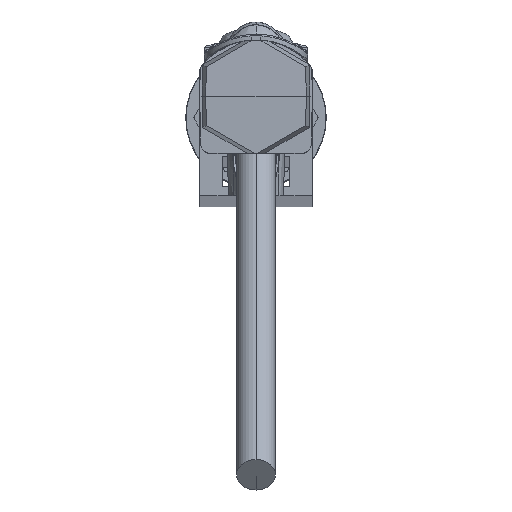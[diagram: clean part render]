
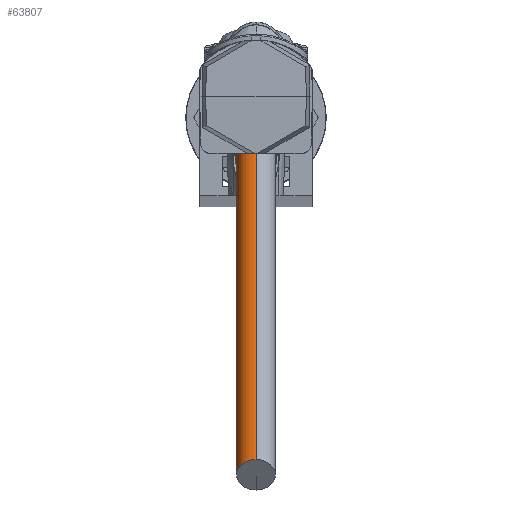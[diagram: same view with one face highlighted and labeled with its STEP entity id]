
A CAD part, top view. The second image highlights one B-rep face of the part: STEP entity #63807.
In plain terms, the highlighted cylindrical face has radius 2.075 mm (diameter 4.15 mm), a partial arc.
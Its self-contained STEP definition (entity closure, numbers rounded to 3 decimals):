
#16217=CARTESIAN_POINT('',(0.,0.17,339.705));
#16218=DIRECTION('',(0.,-0.623,0.783));
#16219=DIRECTION('',(0.,0.783,0.623));
#16220=AXIS2_PLACEMENT_3D('',#16217,#16218,#16219);
#16222=DIRECTION('',(0.,-0.623,0.783));
#16223=VECTOR('',#16222,61.492);
#16224=CARTESIAN_POINT('',(0.,1.793,340.996));
#16225=LINE('',#16224,#16223);
#16231=DIRECTION('',(0.,-0.623,0.783));
#16232=VECTOR('',#16231,61.492);
#16233=CARTESIAN_POINT('',(0.,-1.454,338.413));
#16234=LINE('',#16233,#16232);
#16240=CARTESIAN_POINT('',(0.,-38.11,387.828));
#16241=DIRECTION('',(0.,-0.623,0.783));
#16242=DIRECTION('',(0.,0.783,0.623));
#16243=AXIS2_PLACEMENT_3D('',#16240,#16241,#16242);
#44374=CARTESIAN_POINT('',(0.,-1.454,338.413));
#44375=CARTESIAN_POINT('',(0.,1.793,340.996));
#44376=VERTEX_POINT('',#44374);
#44377=VERTEX_POINT('',#44375);
#44378=CARTESIAN_POINT('',(0.,-39.734,386.537));
#44379=CARTESIAN_POINT('',(0.,-36.486,389.12));
#44380=VERTEX_POINT('',#44378);
#44381=VERTEX_POINT('',#44379);
#63793=CARTESIAN_POINT('',(0.,0.17,339.705));
#63794=DIRECTION('',(0.,-0.623,0.783));
#63795=DIRECTION('',(0.,-0.783,-0.623));
#63796=AXIS2_PLACEMENT_3D('',#63793,#63794,#63795);
#63797=CYLINDRICAL_SURFACE('',#63796,2.075);
#63798=ORIENTED_EDGE('',*,*,#63787,.F.);
#63800=ORIENTED_EDGE('',*,*,#63799,.T.);
#63802=ORIENTED_EDGE('',*,*,#63801,.T.);
#63804=ORIENTED_EDGE('',*,*,#63803,.F.);
#63805=EDGE_LOOP('',(#63798,#63800,#63802,#63804));
#63806=FACE_OUTER_BOUND('',#63805,.F.);
#63807=ADVANCED_FACE('',(#63806),#63797,.T.);
#16221=CIRCLE('',#16220,2.075);
#16244=CIRCLE('',#16243,2.075);
#63787=EDGE_CURVE('',#44377,#44376,#16221,.T.);
#63799=EDGE_CURVE('',#44377,#44381,#16225,.T.);
#63801=EDGE_CURVE('',#44381,#44380,#16244,.T.);
#63803=EDGE_CURVE('',#44376,#44380,#16234,.T.);
